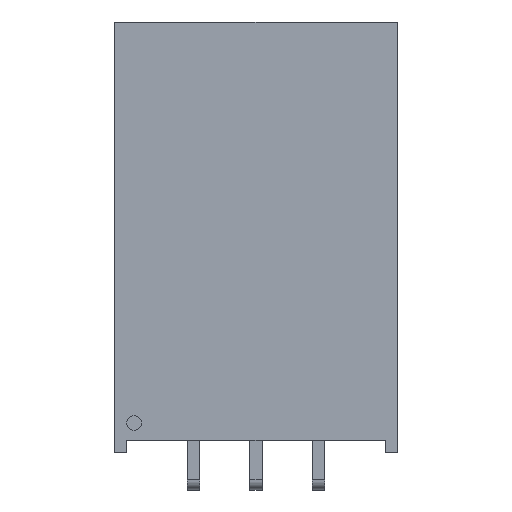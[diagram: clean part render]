
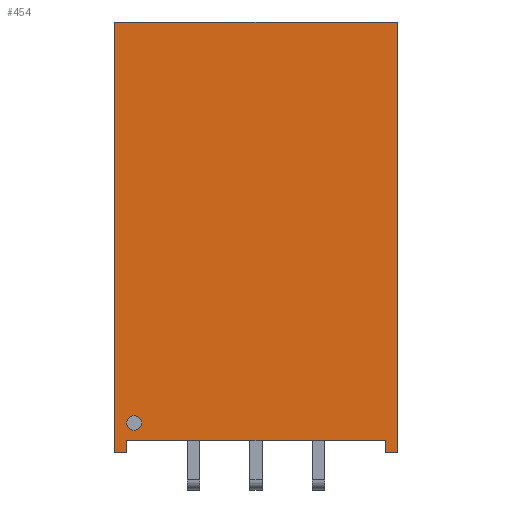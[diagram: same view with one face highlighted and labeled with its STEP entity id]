
A CAD part, top view. The second image highlights one B-rep face of the part: STEP entity #454.
In plain terms, the highlighted planar face has unit normal (0, 0, 1).
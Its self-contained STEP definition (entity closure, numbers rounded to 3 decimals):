
#324 = VERTEX_POINT('',#325);
#325 = CARTESIAN_POINT('',(-4.65,1.2,9.));
#331 = EDGE_CURVE('',#332,#324,#334,.T.);
#332 = VERTEX_POINT('',#333);
#333 = CARTESIAN_POINT('',(-5.25,1.2,9.));
#334 = CIRCLE('',#335,0.3);
#335 = AXIS2_PLACEMENT_3D('',#336,#337,#338);
#336 = CARTESIAN_POINT('',(-4.95,1.2,9.));
#337 = DIRECTION('',(0.,0.,1.));
#338 = DIRECTION('',(1.,0.,-0.));
#363 = EDGE_CURVE('',#324,#332,#364,.T.);
#364 = CIRCLE('',#365,0.3);
#365 = AXIS2_PLACEMENT_3D('',#366,#367,#368);
#366 = CARTESIAN_POINT('',(-4.95,1.2,9.));
#367 = DIRECTION('',(0.,0.,1.));
#368 = DIRECTION('',(1.,0.,-0.));
#398 = VERTEX_POINT('',#399);
#399 = CARTESIAN_POINT('',(-5.25,0.,9.));
#405 = EDGE_CURVE('',#406,#398,#408,.T.);
#406 = VERTEX_POINT('',#407);
#407 = CARTESIAN_POINT('',(-5.75,0.,9.));
#408 = LINE('',#409,#410);
#409 = CARTESIAN_POINT('',(-5.75,0.,9.));
#410 = VECTOR('',#411,1.);
#411 = DIRECTION('',(1.,0.,0.));
#428 = EDGE_CURVE('',#429,#406,#431,.T.);
#429 = VERTEX_POINT('',#430);
#430 = CARTESIAN_POINT('',(-5.75,17.5,9.));
#431 = LINE('',#432,#433);
#432 = CARTESIAN_POINT('',(-5.75,17.5,9.));
#433 = VECTOR('',#434,1.);
#434 = DIRECTION('',(-0.,-1.,-0.));
#454 = ADVANCED_FACE('',(#455,#459),#509,.F.);
#455 = FACE_BOUND('',#456,.T.);
#456 = EDGE_LOOP('',(#457,#458));
#457 = ORIENTED_EDGE('',*,*,#363,.F.);
#458 = ORIENTED_EDGE('',*,*,#331,.F.);
#459 = FACE_BOUND('',#460,.T.);
#460 = EDGE_LOOP('',(#461,#462,#470,#478,#486,#494,#502,#508));
#461 = ORIENTED_EDGE('',*,*,#405,.T.);
#462 = ORIENTED_EDGE('',*,*,#463,.F.);
#463 = EDGE_CURVE('',#464,#398,#466,.T.);
#464 = VERTEX_POINT('',#465);
#465 = CARTESIAN_POINT('',(-5.25,0.5,9.));
#466 = LINE('',#467,#468);
#467 = CARTESIAN_POINT('',(-5.25,0.5,9.));
#468 = VECTOR('',#469,1.);
#469 = DIRECTION('',(-0.,-1.,-0.));
#470 = ORIENTED_EDGE('',*,*,#471,.F.);
#471 = EDGE_CURVE('',#472,#464,#474,.T.);
#472 = VERTEX_POINT('',#473);
#473 = CARTESIAN_POINT('',(5.25,0.5,9.));
#474 = LINE('',#475,#476);
#475 = CARTESIAN_POINT('',(-5.25,0.5,9.));
#476 = VECTOR('',#477,1.);
#477 = DIRECTION('',(-1.,-0.,-0.));
#478 = ORIENTED_EDGE('',*,*,#479,.T.);
#479 = EDGE_CURVE('',#472,#480,#482,.T.);
#480 = VERTEX_POINT('',#481);
#481 = CARTESIAN_POINT('',(5.25,0.,9.));
#482 = LINE('',#483,#484);
#483 = CARTESIAN_POINT('',(5.25,0.5,9.));
#484 = VECTOR('',#485,1.);
#485 = DIRECTION('',(-0.,-1.,-0.));
#486 = ORIENTED_EDGE('',*,*,#487,.T.);
#487 = EDGE_CURVE('',#480,#488,#490,.T.);
#488 = VERTEX_POINT('',#489);
#489 = CARTESIAN_POINT('',(5.75,0.,9.));
#490 = LINE('',#491,#492);
#491 = CARTESIAN_POINT('',(-5.75,0.,9.));
#492 = VECTOR('',#493,1.);
#493 = DIRECTION('',(1.,0.,0.));
#494 = ORIENTED_EDGE('',*,*,#495,.F.);
#495 = EDGE_CURVE('',#496,#488,#498,.T.);
#496 = VERTEX_POINT('',#497);
#497 = CARTESIAN_POINT('',(5.75,17.5,9.));
#498 = LINE('',#499,#500);
#499 = CARTESIAN_POINT('',(5.75,17.5,9.));
#500 = VECTOR('',#501,1.);
#501 = DIRECTION('',(-0.,-1.,-0.));
#502 = ORIENTED_EDGE('',*,*,#503,.F.);
#503 = EDGE_CURVE('',#429,#496,#504,.T.);
#504 = LINE('',#505,#506);
#505 = CARTESIAN_POINT('',(-5.75,17.5,9.));
#506 = VECTOR('',#507,1.);
#507 = DIRECTION('',(1.,0.,0.));
#508 = ORIENTED_EDGE('',*,*,#428,.T.);
#509 = PLANE('',#510);
#510 = AXIS2_PLACEMENT_3D('',#511,#512,#513);
#511 = CARTESIAN_POINT('',(-5.75,17.5,9.));
#512 = DIRECTION('',(0.,0.,-1.));
#513 = DIRECTION('',(-1.,0.,0.));
